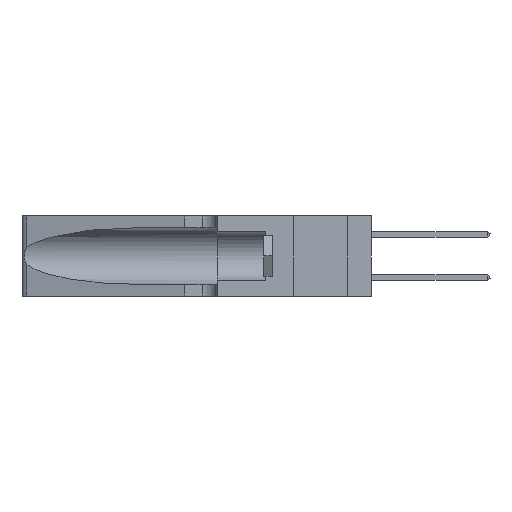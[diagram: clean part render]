
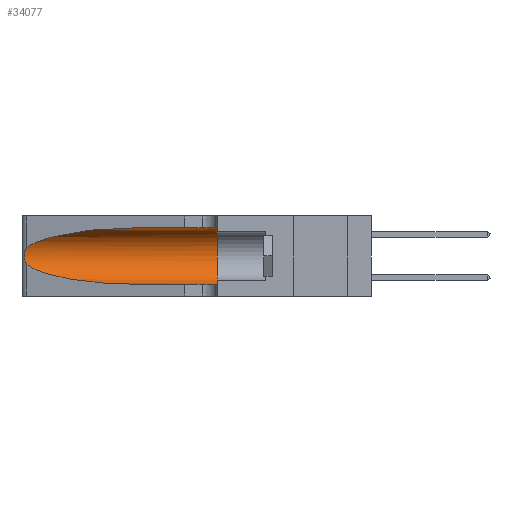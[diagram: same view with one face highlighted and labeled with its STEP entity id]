
A CAD part, left-side view. The second image highlights one B-rep face of the part: STEP entity #34077.
In plain terms, the highlighted cylindrical face has radius 3.308 mm (diameter 6.617 mm), a partial arc.
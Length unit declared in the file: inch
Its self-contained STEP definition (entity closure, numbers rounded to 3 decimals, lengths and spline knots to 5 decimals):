
#924 = DIRECTION ( 'NONE',  ( 0., 0., 1. ) ) ;
#1712 = VERTEX_POINT ( 'NONE', #6898 ) ;
#1772 = CARTESIAN_POINT ( 'NONE',  ( 0.25487, 1.22718, 0.22369 ) ) ;
#1977 = CARTESIAN_POINT ( 'NONE',  ( 0.1305, 0.72297, 0.31525 ) ) ;
#2152 = CARTESIAN_POINT ( 'NONE',  ( 0.26075, 1.23896, 0.178 ) ) ;
#2586 = CARTESIAN_POINT ( 'NONE',  ( 0.1305, 1.61858, 0.31525 ) ) ;
#3913 = CARTESIAN_POINT ( 'NONE',  ( 0.2373, 1.15595, 0.08982 ) ) ;
#4924 = DIRECTION ( 'NONE',  ( 0., -1., 0. ) ) ;
#5449 = CARTESIAN_POINT ( 'NONE',  ( 0.25856, 1.23593, 0.16098 ) ) ;
#5567 = CARTESIAN_POINT ( 'NONE',  ( 0.25487, 1.22718, 0.22369 ) ) ;
#6898 = CARTESIAN_POINT ( 'NONE',  ( 0.1305, 0.72297, 0.05475 ) ) ;
#7720 = VERTEX_POINT ( 'NONE', #40464 ) ;
#8789 = CARTESIAN_POINT ( 'NONE',  ( 0.25639, 1.23186, 0.15144 ) ) ;
#10526 = CARTESIAN_POINT ( 'NONE',  ( 0.25487, 1.22718, 0.14631 ) ) ;
#11020 = VERTEX_POINT ( 'NONE', #1977 ) ;
#11421 =( BOUNDED_CURVE ( )  B_SPLINE_CURVE ( 3, ( #37687, #21784, #24995, #5567 ),
 .UNSPECIFIED., .F., .F. ) 
 B_SPLINE_CURVE_WITH_KNOTS ( ( 4, 4 ),
 ( 1.5708, 2.84003 ),
 .UNSPECIFIED. ) 
 CURVE ( )  GEOMETRIC_REPRESENTATION_ITEM ( )  RATIONAL_B_SPLINE_CURVE ( ( 1., 0.87, 0.87, 1. ) ) 
 REPRESENTATION_ITEM ( '' )  );
#11537 = CARTESIAN_POINT ( 'NONE',  ( 0.1305, 1.61858, 0.185 ) ) ;
#11604 = AXIS2_PLACEMENT_3D ( 'NONE', #11537, #4924, #33959 ) ;
#11930 = CARTESIAN_POINT ( 'NONE',  ( 0.25555, 1.22994, 0.2215 ) ) ;
#12075 = CARTESIAN_POINT ( 'NONE',  ( 0.25487, 1.22718, 0.14631 ) ) ;
#13177 = LINE ( 'NONE', #33908, #29177 ) ;
#13605 = AXIS2_PLACEMENT_3D ( 'NONE', #39594, #20495, #924 ) ;
#14365 = EDGE_CURVE ( 'NONE', #11020, #7720, #39028, .T. ) ;
#14490 = VECTOR ( 'NONE', #28458, 39.37008 ) ;
#14901 = CARTESIAN_POINT ( 'NONE',  ( 0.25487, 1.22718, 0.14631 ) ) ;
#15183 = CARTESIAN_POINT ( 'NONE',  ( 0.25639, 1.23184, 0.21858 ) ) ;
#15210 = ORIENTED_EDGE ( 'NONE', *, *, #23170, .T. ) ;
#17036 = CARTESIAN_POINT ( 'NONE',  ( 0.18966, 0.96281, 0.05475 ) ) ;
#18092 = ORIENTED_EDGE ( 'NONE', *, *, #14365, .F. ) ;
#18450 = CARTESIAN_POINT ( 'NONE',  ( 0.25854, 1.2359, 0.20912 ) ) ;
#18639 = EDGE_CURVE ( 'NONE', #1712, #30755, #13177, .T. ) ;
#18987 = EDGE_LOOP ( 'NONE', ( #30434, #36880, #15210, #22283, #37785, #18092 ) ) ;
#20495 = DIRECTION ( 'NONE',  ( 0., 1., 0. ) ) ;
#21669 = CARTESIAN_POINT ( 'NONE',  ( 0.26075, 1.23896, 0.19203 ) ) ;
#21784 = CARTESIAN_POINT ( 'NONE',  ( 0.18966, 0.96281, 0.31525 ) ) ;
#22283 = ORIENTED_EDGE ( 'NONE', *, *, #18639, .T. ) ;
#23170 = EDGE_CURVE ( 'NONE', #32680, #1712, #33768, .T. ) ;
#24880 = CARTESIAN_POINT ( 'NONE',  ( 0.26017, 1.23833, 0.17102 ) ) ;
#24995 = CARTESIAN_POINT ( 'NONE',  ( 0.2373, 1.15595, 0.28018 ) ) ;
#25888 = CYLINDRICAL_SURFACE ( 'NONE', #11604, 0.13025 ) ;
#28043 = CARTESIAN_POINT ( 'NONE',  ( 0.25789, 1.23486, 0.15765 ) ) ;
#28458 = DIRECTION ( 'NONE',  ( 0., -1., 0. ) ) ;
#28843 = EDGE_CURVE ( 'NONE', #11020, #41419, #11421, .T. ) ;
#29177 = VECTOR ( 'NONE', #37133, 39.37008 ) ;
#30434 = ORIENTED_EDGE ( 'NONE', *, *, #28843, .T. ) ;
#30755 = VERTEX_POINT ( 'NONE', #32058 ) ;
#31097 = CARTESIAN_POINT ( 'NONE',  ( 0.25487, 1.22718, 0.22369 ) ) ;
#31243 = CARTESIAN_POINT ( 'NONE',  ( 0.25555, 1.22993, 0.14849 ) ) ;
#32058 = CARTESIAN_POINT ( 'NONE',  ( 0.1305, 0.35, 0.05475 ) ) ;
#32680 = VERTEX_POINT ( 'NONE', #14901 ) ;
#33768 =( BOUNDED_CURVE ( )  B_SPLINE_CURVE ( 3, ( #10526, #3913, #17036, #39391 ),
 .UNSPECIFIED., .F., .F. ) 
 B_SPLINE_CURVE_WITH_KNOTS ( ( 4, 4 ),
 ( 3.44316, 4.71239 ),
 .UNSPECIFIED. ) 
 CURVE ( )  GEOMETRIC_REPRESENTATION_ITEM ( )  RATIONAL_B_SPLINE_CURVE ( ( 1., 0.87, 0.87, 1. ) ) 
 REPRESENTATION_ITEM ( '' )  );
#33908 = CARTESIAN_POINT ( 'NONE',  ( 0.1305, 1.61858, 0.05475 ) ) ;
#33959 = DIRECTION ( 'NONE',  ( 0., 0., -1. ) ) ;
#34077 = ADVANCED_FACE ( 'NONE', ( #35353 ), #25888, .F. ) ;
#34688 = EDGE_CURVE ( 'NONE', #41419, #32680, #38152, .T. ) ;
#35353 = FACE_OUTER_BOUND ( 'NONE', #18987, .T. ) ;
#36880 = ORIENTED_EDGE ( 'NONE', *, *, #34688, .T. ) ;
#37133 = DIRECTION ( 'NONE',  ( 0., -1., 0. ) ) ;
#37422 = CIRCLE ( 'NONE', #13605, 0.13025 ) ;
#37580 = CARTESIAN_POINT ( 'NONE',  ( 0.25787, 1.23484, 0.2124 ) ) ;
#37687 = CARTESIAN_POINT ( 'NONE',  ( 0.1305, 0.72297, 0.31525 ) ) ;
#37785 = ORIENTED_EDGE ( 'NONE', *, *, #38008, .F. ) ;
#38008 = EDGE_CURVE ( 'NONE', #7720, #30755, #37422, .T. ) ;
#38152 = B_SPLINE_CURVE_WITH_KNOTS ( 'NONE', 3,
 ( #31097, #11930, #15183, #37580, #18450, #40762, #21669, #2152, #24880, #5449, #28043, #8789, #31243, #12075 ),
 .UNSPECIFIED., .F., .F.,
 ( 4, 2, 2, 2, 2, 2, 4 ),
 ( 0., 0.00027, 0.00053, 0.00107, 0.0016, 0.00187, 0.00214 ),
 .UNSPECIFIED. ) ;
#39028 = LINE ( 'NONE', #2586, #14490 ) ;
#39391 = CARTESIAN_POINT ( 'NONE',  ( 0.1305, 0.72297, 0.05475 ) ) ;
#39594 = CARTESIAN_POINT ( 'NONE',  ( 0.1305, 0.35, 0.185 ) ) ;
#40464 = CARTESIAN_POINT ( 'NONE',  ( 0.1305, 0.35, 0.31525 ) ) ;
#40762 = CARTESIAN_POINT ( 'NONE',  ( 0.26018, 1.23835, 0.19895 ) ) ;
#41419 = VERTEX_POINT ( 'NONE', #1772 ) ;
